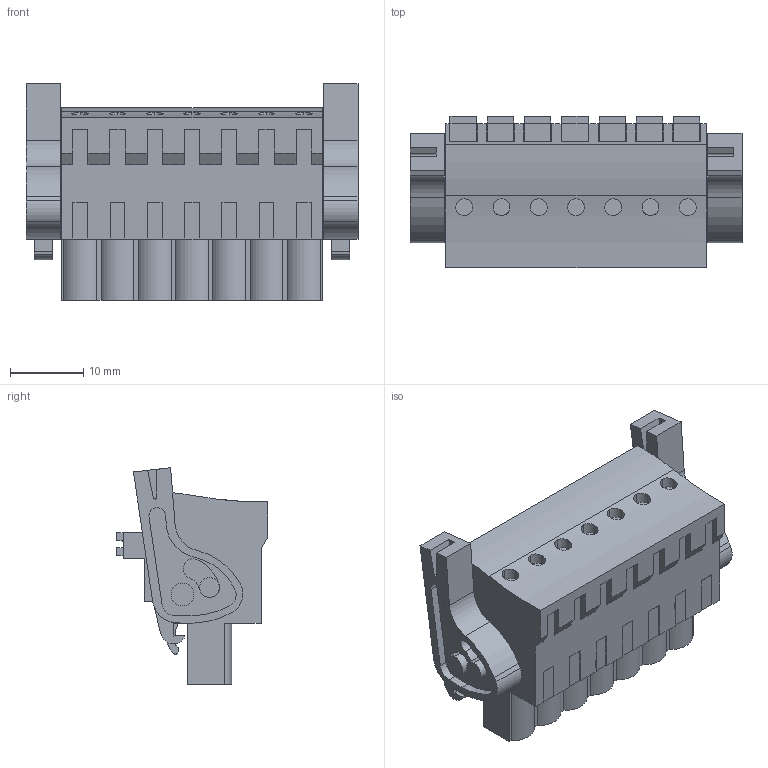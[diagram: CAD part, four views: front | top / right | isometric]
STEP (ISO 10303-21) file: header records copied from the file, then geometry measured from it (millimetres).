
FILE_DESCRIPTION(('CATIA V5 STEP Exchange','CAx-IF Rec.Pracs.--- Model Styling and Organization---1.4--- 2014-01-23'),'2;1');
FILE_NAME ('D1446333_0_1002330000_1002330000.stp','2017-09-09T07:28:37+00:00',('none'),('Weidmueller'),'CATIA Version 5-6 Release 2016','CATIA V5 STEP AP214','none');
FILE_SCHEMA(('AUTOMOTIVE_DESIGN { 1 0 10303 214 1 1 1 1 }'));
Length unit declared in the file: millimetre
Products named in the file (1): 1002330000
Bounding box: 45.26 x 20.64 x 29.52 mm (x, y, z)
Volume: 12013 mm3; surface area: 6719.4 mm2
Topology: 10 solids, 10 shells, 595 faces, 1680 edges, 1143 vertices
Faces by surface type: plane 443, cylinder 142, extrusion 10
Entity records: 18011 total; most frequent: CARTESIAN_POINT 3551, ORIENTED_EDGE 3360, DIRECTION 2319, EDGE_CURVE 1680, VECTOR 1351, LINE 1341, VERTEX_POINT 1143, EDGE_LOOP 641
